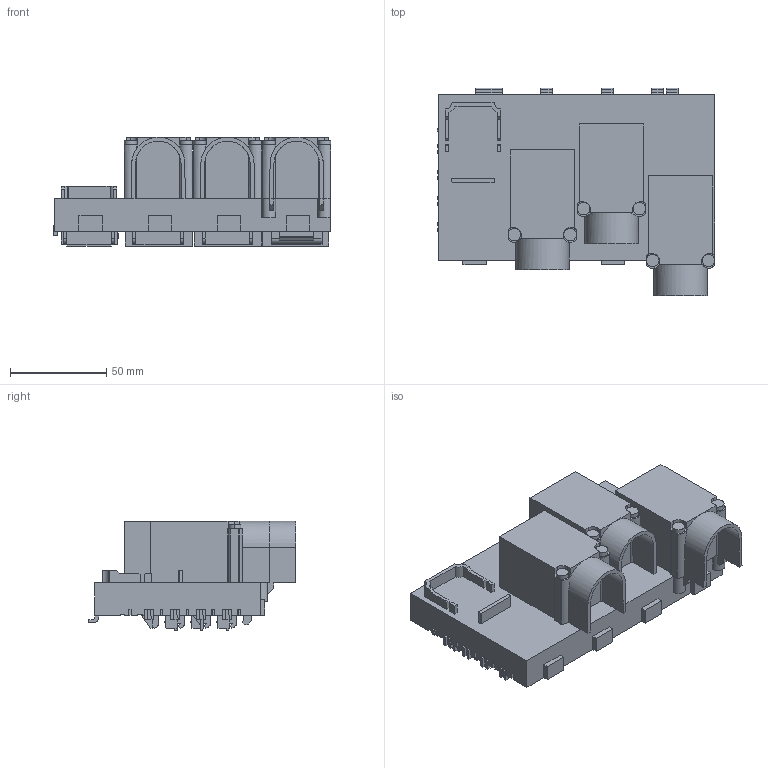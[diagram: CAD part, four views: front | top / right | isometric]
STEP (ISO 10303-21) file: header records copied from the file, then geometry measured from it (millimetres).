
FILE_DESCRIPTION (( 'STEP AP214' ), '1' );
FILE_NAME ('zlsp934-3L-1-asm.STEP', '2019-06-13T11:05:21', ( '' ), ( '' ), 'SwSTEP 2.0', 'SolidWorks 2018', '' );
FILE_SCHEMA (( 'AUTOMOTIVE_DESIGN' ));
Length unit declared in the file: millimetre
Products named in the file (1): zlsp934-3L-1-asm
Bounding box: 144.6 x 107.98 x 57 mm (x, y, z)
Volume: 267781.5 mm3; surface area: 81946 mm2
Topology: 1 solids, 1 shells, 905 faces, 2584 edges, 1696 vertices
Faces by surface type: plane 701, cylinder 188, bspline 8, cone 8
Entity records: 29448 total; most frequent: CARTESIAN_POINT 5737, ORIENTED_EDGE 5168, DIRECTION 4681, EDGE_CURVE 2584, LINE 2061, VECTOR 2061, VERTEX_POINT 1696, AXIS2_PLACEMENT_3D 1310
